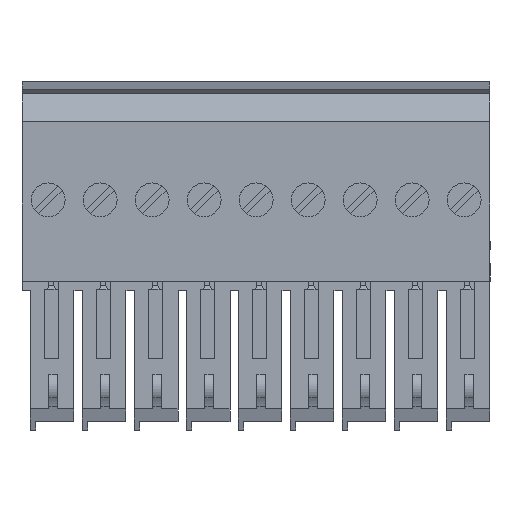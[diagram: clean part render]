
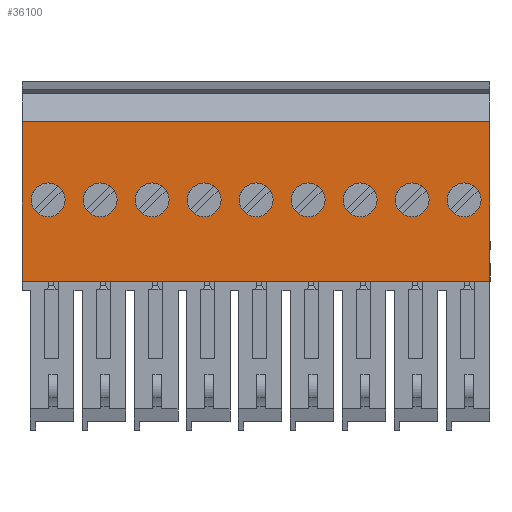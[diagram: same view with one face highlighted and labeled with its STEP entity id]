
A CAD part, front view. The second image highlights one B-rep face of the part: STEP entity #36100.
In plain terms, the highlighted planar face has unit normal (0, -1, 0).
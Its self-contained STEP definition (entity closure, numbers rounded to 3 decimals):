
#1320=CARTESIAN_POINT('',(-7.843,-24.801,
-4.6));
#1330=VERTEX_POINT('',#1320);
#1360=CARTESIAN_POINT('',(0.,-24.801,
-4.6));
#1370=DIRECTION('',(-1.,0.,0.));
#1380=VECTOR('',#1370,1.);
#1390=LINE('',#1360,#1380);
#1400=CARTESIAN_POINT('',(11.025,-24.801,
-4.6));
#1410=VERTEX_POINT('',#1400);
#1420=EDGE_CURVE('',#1410,#1330,#1390,.T.);
#22440=CARTESIAN_POINT('',(11.025,-24.801,
49.2));
#22450=DIRECTION('',(0.,0.,1.));
#22460=VECTOR('',#22450,1.);
#22470=LINE('',#22440,#22460);
#22480=CARTESIAN_POINT('',(11.025,-24.801,
50.75));
#22490=VERTEX_POINT('',#22480);
#22500=EDGE_CURVE('',#1410,#22490,#22470,.T.);
#34160=CARTESIAN_POINT('',(9.525,-24.801,
50.75));
#34170=DIRECTION('',(0.,1.,0.));
#34180=DIRECTION('',(1.,0.,0.));
#34190=AXIS2_PLACEMENT_3D('',#34160,#34170,#34180);
#34200=PLANE('',#34190);
#34210=CARTESIAN_POINT('',(1.4,-24.801,
41.55));
#34220=DIRECTION('',(0.,-1.,0.));
#34230=DIRECTION('',(-1.,0.,0.));
#34240=AXIS2_PLACEMENT_3D('',#34210,#34220,#34230);
#34250=CIRCLE('',#34240,2.);
#34260=CARTESIAN_POINT('',(-0.433,-24.801,
42.35));
#34270=VERTEX_POINT('',#34260);
#34280=CARTESIAN_POINT('',(-0.6,-24.801,
41.55));
#34290=VERTEX_POINT('',#34280);
#34300=EDGE_CURVE('',#34270,#34290,#34250,.T.);
#34310=ORIENTED_EDGE('',*,*,#34300,.F.);
#34320=CARTESIAN_POINT('',(3.4,-24.801,
41.55));
#34330=VERTEX_POINT('',#34320);
#34340=EDGE_CURVE('',#34290,#34330,#34250,.T.);
#34350=ORIENTED_EDGE('',*,*,#34340,.F.);
#34360=EDGE_CURVE('',#34330,#34270,#34250,.T.);
#34370=ORIENTED_EDGE('',*,*,#34360,.F.);
#34380=EDGE_LOOP('',(#34370,#34350,#34310));
#34390=FACE_BOUND('',#34380,.T.);
#34400=CARTESIAN_POINT('',(1.4,-24.801,
35.4));
#34410=DIRECTION('',(0.,-1.,0.));
#34420=DIRECTION('',(-1.,0.,0.));
#34430=AXIS2_PLACEMENT_3D('',#34400,#34410,#34420);
#34440=CIRCLE('',#34430,2.);
#34450=CARTESIAN_POINT('',(-0.433,-24.801,
36.2));
#34460=VERTEX_POINT('',#34450);
#34470=CARTESIAN_POINT('',(-0.6,-24.801,
35.4));
#34480=VERTEX_POINT('',#34470);
#34490=EDGE_CURVE('',#34460,#34480,#34440,.T.);
#34500=ORIENTED_EDGE('',*,*,#34490,.F.);
#34510=CARTESIAN_POINT('',(3.4,-24.801,
35.4));
#34520=VERTEX_POINT('',#34510);
#34530=EDGE_CURVE('',#34480,#34520,#34440,.T.);
#34540=ORIENTED_EDGE('',*,*,#34530,.F.);
#34550=EDGE_CURVE('',#34520,#34460,#34440,.T.);
#34560=ORIENTED_EDGE('',*,*,#34550,.F.);
#34570=EDGE_LOOP('',(#34560,#34540,#34500));
#34580=FACE_BOUND('',#34570,.T.);
#34590=CARTESIAN_POINT('',(1.4,-24.801,
29.25));
#34600=DIRECTION('',(0.,-1.,0.));
#34610=DIRECTION('',(-1.,0.,0.));
#34620=AXIS2_PLACEMENT_3D('',#34590,#34600,#34610);
#34630=CIRCLE('',#34620,2.);
#34640=CARTESIAN_POINT('',(-0.433,-24.801,
30.05));
#34650=VERTEX_POINT('',#34640);
#34660=CARTESIAN_POINT('',(-0.6,-24.801,
29.25));
#34670=VERTEX_POINT('',#34660);
#34680=EDGE_CURVE('',#34650,#34670,#34630,.T.);
#34690=ORIENTED_EDGE('',*,*,#34680,.F.);
#34700=CARTESIAN_POINT('',(3.4,-24.801,
29.25));
#34710=VERTEX_POINT('',#34700);
#34720=EDGE_CURVE('',#34670,#34710,#34630,.T.);
#34730=ORIENTED_EDGE('',*,*,#34720,.F.);
#34740=EDGE_CURVE('',#34710,#34650,#34630,.T.);
#34750=ORIENTED_EDGE('',*,*,#34740,.F.);
#34760=EDGE_LOOP('',(#34750,#34730,#34690));
#34770=FACE_BOUND('',#34760,.T.);
#34780=CARTESIAN_POINT('',(1.4,-24.801,
23.1));
#34790=DIRECTION('',(0.,-1.,0.));
#34800=DIRECTION('',(-1.,0.,0.));
#34810=AXIS2_PLACEMENT_3D('',#34780,#34790,#34800);
#34820=CIRCLE('',#34810,2.);
#34830=CARTESIAN_POINT('',(-0.433,-24.801,
23.9));
#34840=VERTEX_POINT('',#34830);
#34850=CARTESIAN_POINT('',(-0.6,-24.801,
23.1));
#34860=VERTEX_POINT('',#34850);
#34870=EDGE_CURVE('',#34840,#34860,#34820,.T.);
#34880=ORIENTED_EDGE('',*,*,#34870,.F.);
#34890=CARTESIAN_POINT('',(3.4,-24.801,
23.1));
#34900=VERTEX_POINT('',#34890);
#34910=EDGE_CURVE('',#34860,#34900,#34820,.T.);
#34920=ORIENTED_EDGE('',*,*,#34910,.F.);
#34930=EDGE_CURVE('',#34900,#34840,#34820,.T.);
#34940=ORIENTED_EDGE('',*,*,#34930,.F.);
#34950=EDGE_LOOP('',(#34940,#34920,#34880));
#34960=FACE_BOUND('',#34950,.T.);
#34970=CARTESIAN_POINT('',(1.4,-24.801,
16.95));
#34980=DIRECTION('',(0.,-1.,0.));
#34990=DIRECTION('',(-1.,0.,0.));
#35000=AXIS2_PLACEMENT_3D('',#34970,#34980,#34990);
#35010=CIRCLE('',#35000,2.);
#35020=CARTESIAN_POINT('',(-0.433,-24.801,
17.75));
#35030=VERTEX_POINT('',#35020);
#35040=CARTESIAN_POINT('',(-0.6,-24.801,
16.95));
#35050=VERTEX_POINT('',#35040);
#35060=EDGE_CURVE('',#35030,#35050,#35010,.T.);
#35070=ORIENTED_EDGE('',*,*,#35060,.F.);
#35080=CARTESIAN_POINT('',(3.4,-24.801,
16.95));
#35090=VERTEX_POINT('',#35080);
#35100=EDGE_CURVE('',#35050,#35090,#35010,.T.);
#35110=ORIENTED_EDGE('',*,*,#35100,.F.);
#35120=EDGE_CURVE('',#35090,#35030,#35010,.T.);
#35130=ORIENTED_EDGE('',*,*,#35120,.F.);
#35140=EDGE_LOOP('',(#35130,#35110,#35070));
#35150=FACE_BOUND('',#35140,.T.);
#35160=CARTESIAN_POINT('',(1.4,-24.801,
10.8));
#35170=DIRECTION('',(0.,-1.,0.));
#35180=DIRECTION('',(-1.,0.,0.));
#35190=AXIS2_PLACEMENT_3D('',#35160,#35170,#35180);
#35200=CIRCLE('',#35190,2.);
#35210=CARTESIAN_POINT('',(-0.433,-24.801,
11.6));
#35220=VERTEX_POINT('',#35210);
#35230=CARTESIAN_POINT('',(-0.6,-24.801,
10.8));
#35240=VERTEX_POINT('',#35230);
#35250=EDGE_CURVE('',#35220,#35240,#35200,.T.);
#35260=ORIENTED_EDGE('',*,*,#35250,.F.);
#35270=CARTESIAN_POINT('',(3.4,-24.801,
10.8));
#35280=VERTEX_POINT('',#35270);
#35290=EDGE_CURVE('',#35240,#35280,#35200,.T.);
#35300=ORIENTED_EDGE('',*,*,#35290,.F.);
#35310=EDGE_CURVE('',#35280,#35220,#35200,.T.);
#35320=ORIENTED_EDGE('',*,*,#35310,.F.);
#35330=EDGE_LOOP('',(#35320,#35300,#35260));
#35340=FACE_BOUND('',#35330,.T.);
#35350=CARTESIAN_POINT('',(1.4,-24.801,
-1.5));
#35360=DIRECTION('',(0.,-1.,0.));
#35370=DIRECTION('',(-1.,0.,0.));
#35380=AXIS2_PLACEMENT_3D('',#35350,#35360,#35370);
#35390=CIRCLE('',#35380,2.);
#35400=CARTESIAN_POINT('',(-0.433,-24.801,
-0.7));
#35410=VERTEX_POINT('',#35400);
#35420=CARTESIAN_POINT('',(-0.6,-24.801,
-1.5));
#35430=VERTEX_POINT('',#35420);
#35440=EDGE_CURVE('',#35410,#35430,#35390,.T.);
#35450=ORIENTED_EDGE('',*,*,#35440,.F.);
#35460=CARTESIAN_POINT('',(3.4,-24.801,
-1.5));
#35470=VERTEX_POINT('',#35460);
#35480=EDGE_CURVE('',#35430,#35470,#35390,.T.);
#35490=ORIENTED_EDGE('',*,*,#35480,.F.);
#35500=EDGE_CURVE('',#35470,#35410,#35390,.T.);
#35510=ORIENTED_EDGE('',*,*,#35500,.F.);
#35520=EDGE_LOOP('',(#35510,#35490,#35450));
#35530=FACE_BOUND('',#35520,.T.);
#35540=CARTESIAN_POINT('',(1.4,-24.801,
4.65));
#35550=DIRECTION('',(0.,-1.,0.));
#35560=DIRECTION('',(-1.,0.,0.));
#35570=AXIS2_PLACEMENT_3D('',#35540,#35550,#35560);
#35580=CIRCLE('',#35570,2.);
#35590=CARTESIAN_POINT('',(-0.433,-24.801,
5.45));
#35600=VERTEX_POINT('',#35590);
#35610=CARTESIAN_POINT('',(-0.6,-24.801,
4.65));
#35620=VERTEX_POINT('',#35610);
#35630=EDGE_CURVE('',#35600,#35620,#35580,.T.);
#35640=ORIENTED_EDGE('',*,*,#35630,.F.);
#35650=CARTESIAN_POINT('',(3.4,-24.801,
4.65));
#35660=VERTEX_POINT('',#35650);
#35670=EDGE_CURVE('',#35620,#35660,#35580,.T.);
#35680=ORIENTED_EDGE('',*,*,#35670,.F.);
#35690=EDGE_CURVE('',#35660,#35600,#35580,.T.);
#35700=ORIENTED_EDGE('',*,*,#35690,.F.);
#35710=EDGE_LOOP('',(#35700,#35680,#35640));
#35720=FACE_BOUND('',#35710,.T.);
#35730=CARTESIAN_POINT('',(1.4,-24.801,
47.7));
#35740=DIRECTION('',(0.,-1.,0.));
#35750=DIRECTION('',(-1.,0.,0.));
#35760=AXIS2_PLACEMENT_3D('',#35730,#35740,#35750);
#35770=CIRCLE('',#35760,2.);
#35780=CARTESIAN_POINT('',(-0.433,-24.801,
48.5));
#35790=VERTEX_POINT('',#35780);
#35800=CARTESIAN_POINT('',(-0.6,-24.801,
47.7));
#35810=VERTEX_POINT('',#35800);
#35820=EDGE_CURVE('',#35790,#35810,#35770,.T.);
#35830=ORIENTED_EDGE('',*,*,#35820,.F.);
#35840=CARTESIAN_POINT('',(3.4,-24.801,
47.7));
#35850=VERTEX_POINT('',#35840);
#35860=EDGE_CURVE('',#35810,#35850,#35770,.T.);
#35870=ORIENTED_EDGE('',*,*,#35860,.F.);
#35880=EDGE_CURVE('',#35850,#35790,#35770,.T.);
#35890=ORIENTED_EDGE('',*,*,#35880,.F.);
#35900=EDGE_LOOP('',(#35890,#35870,#35830));
#35910=FACE_BOUND('',#35900,.T.);
#35920=CARTESIAN_POINT('',(0.,-24.801,
50.75));
#35930=DIRECTION('',(-1.,0.,0.));
#35940=VECTOR('',#35930,1.);
#35950=LINE('',#35920,#35940);
#35960=CARTESIAN_POINT('',(-7.843,-24.801,
50.75));
#35970=VERTEX_POINT('',#35960);
#35980=EDGE_CURVE('',#22490,#35970,#35950,.T.);
#35990=ORIENTED_EDGE('',*,*,#35980,.T.);
#36000=ORIENTED_EDGE('',*,*,#22500,.T.);
#36010=ORIENTED_EDGE('',*,*,#1420,.F.);
#36020=CARTESIAN_POINT('',(-7.843,-24.801,
49.2));
#36030=DIRECTION('',(0.,0.,1.));
#36040=VECTOR('',#36030,1.);
#36050=LINE('',#36020,#36040);
#36060=EDGE_CURVE('',#1330,#35970,#36050,.T.);
#36070=ORIENTED_EDGE('',*,*,#36060,.F.);
#36080=EDGE_LOOP('',(#36070,#36010,#36000,#35990));
#36090=FACE_OUTER_BOUND('',#36080,.T.);
#36100=ADVANCED_FACE('',(#34390,#34580,#34770,#34960,#35150,#35340,
#35530,#35720,#35910,#36090),#34200,.F.);
